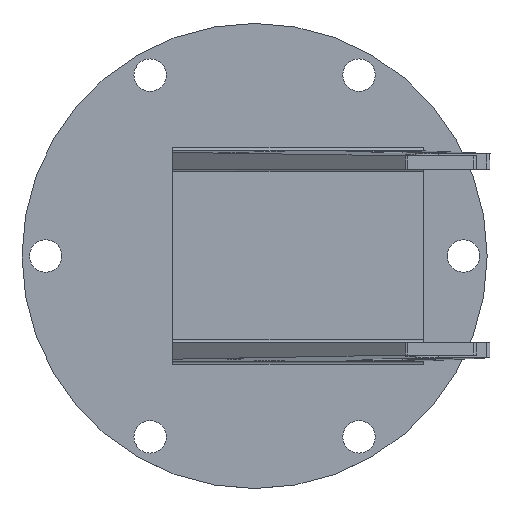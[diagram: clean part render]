
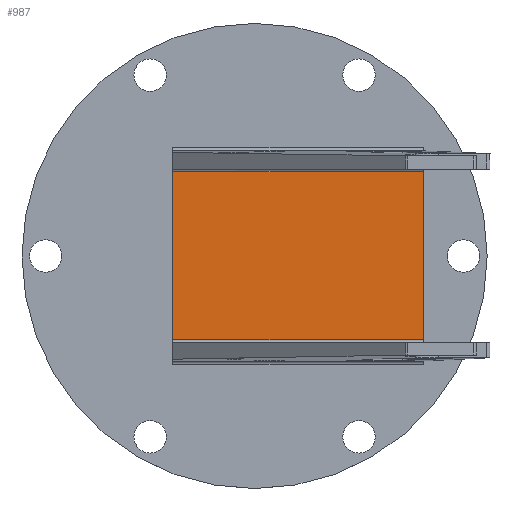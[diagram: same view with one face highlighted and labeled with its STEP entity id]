
A CAD part, top view. The second image highlights one B-rep face of the part: STEP entity #987.
In plain terms, the highlighted planar face has unit normal (0, 0, 1).
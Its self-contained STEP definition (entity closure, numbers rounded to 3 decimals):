
#151 = VERTEX_POINT ( 'NONE', #905 ) ;
#233 = ORIENTED_EDGE ( 'NONE', *, *, #2001, .F. ) ;
#565 = CARTESIAN_POINT ( 'NONE',  ( -87.415, 31.498, -30.013 ) ) ;
#589 = LINE ( 'NONE', #1771, #2530 ) ;
#624 = DIRECTION ( 'NONE',  ( -1., 0., 0. ) ) ;
#639 = VECTOR ( 'NONE', #2048, 1000. ) ;
#724 = DIRECTION ( 'NONE',  ( 1., 0., 0. ) ) ;
#854 = VERTEX_POINT ( 'NONE', #1832 ) ;
#905 = CARTESIAN_POINT ( 'NONE',  ( -45.615, 31.498, -30.013 ) ) ;
#928 = VERTEX_POINT ( 'NONE', #1217 ) ;
#957 = FACE_OUTER_BOUND ( 'NONE', #1128, .T. ) ;
#987 = ADVANCED_FACE ( 'NONE', ( #957 ), #2409, .T. ) ;
#1090 = CARTESIAN_POINT ( 'NONE',  ( -87.415, 35., -30.013 ) ) ;
#1111 = LINE ( 'NONE', #2504, #2583 ) ;
#1128 = EDGE_LOOP ( 'NONE', ( #1296, #2296, #233, #3008 ) ) ;
#1144 = EDGE_CURVE ( 'NONE', #1544, #928, #1273, .T. ) ;
#1217 = CARTESIAN_POINT ( 'NONE',  ( -87.415, 3.5, -30.013 ) ) ;
#1273 = LINE ( 'NONE', #1090, #639 ) ;
#1296 = ORIENTED_EDGE ( 'NONE', *, *, #1144, .T. ) ;
#1462 = DIRECTION ( 'NONE',  ( 0., 0., 1. ) ) ;
#1544 = VERTEX_POINT ( 'NONE', #565 ) ;
#1609 = CARTESIAN_POINT ( 'NONE',  ( -87.415, 31.498, -30.013 ) ) ;
#1649 = EDGE_CURVE ( 'NONE', #151, #1544, #2714, .T. ) ;
#1725 = AXIS2_PLACEMENT_3D ( 'NONE', #2829, #1462, #724 ) ;
#1771 = CARTESIAN_POINT ( 'NONE',  ( -45.615, 35., -30.013 ) ) ;
#1832 = CARTESIAN_POINT ( 'NONE',  ( -45.615, 3.5, -30.013 ) ) ;
#1940 = EDGE_CURVE ( 'NONE', #928, #854, #1111, .T. ) ;
#2001 = EDGE_CURVE ( 'NONE', #151, #854, #589, .T. ) ;
#2020 = DIRECTION ( 'NONE',  ( 1., 0., 0. ) ) ;
#2048 = DIRECTION ( 'NONE',  ( 0., -1., 0. ) ) ;
#2220 = VECTOR ( 'NONE', #624, 1000. ) ;
#2296 = ORIENTED_EDGE ( 'NONE', *, *, #1940, .T. ) ;
#2409 = PLANE ( 'NONE',  #1725 ) ;
#2504 = CARTESIAN_POINT ( 'NONE',  ( -45.615, 3.5, -30.013 ) ) ;
#2530 = VECTOR ( 'NONE', #2925, 1000. ) ;
#2583 = VECTOR ( 'NONE', #2020, 1000. ) ;
#2714 = LINE ( 'NONE', #1609, #2220 ) ;
#2829 = CARTESIAN_POINT ( 'NONE',  ( -147.415, 3., -30.013 ) ) ;
#2925 = DIRECTION ( 'NONE',  ( 0., -1., 0. ) ) ;
#3008 = ORIENTED_EDGE ( 'NONE', *, *, #1649, .T. ) ;
